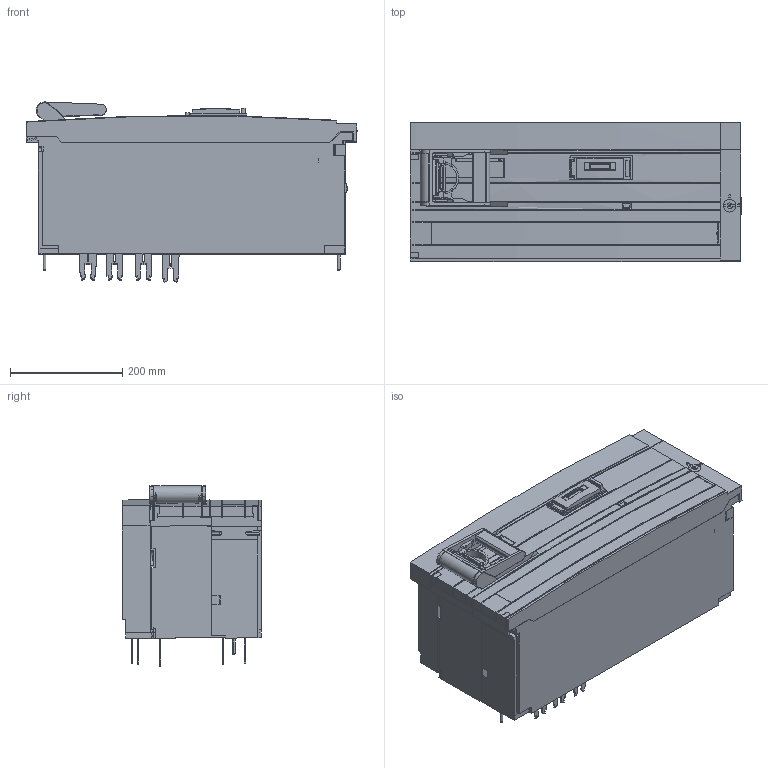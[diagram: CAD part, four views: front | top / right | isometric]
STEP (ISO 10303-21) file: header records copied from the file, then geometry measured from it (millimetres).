
FILE_DESCRIPTION((''),'2;1');
FILE_NAME('1SEP204482R7718_XRG2-50-10-4P-I','2023-08-22T15:44:24',('20724'),(''),'CREO PARAMETRIC BY PTC INC, 2016390','CREO PARAMETRIC BY PTC INC, 2016390','');
FILE_SCHEMA(('AUTOMOTIVE_DESIGN { 1 0 10303 214 1 1 1 1 }'));
Products named in the file (1): 1SEP204482R7718_XRG2-50-10-4P-I
Bounding box: 591.5 x 248.77 x 321.29 mm (x, y, z)
Surface area: 1608070.6 mm2 (no closed solid volume)
Topology: 0 solids, 121 shells, 2392 faces, 7596 edges, 5377 vertices
Faces by surface type: plane 1747, cylinder 558, cone 53, torus 14, bspline 10, extrusion 7, sphere 3
Entity records: 109032 total; most frequent: CARTESIAN_POINT 19054, ORIENTED_EDGE 13817, DIRECTION 13163, EDGE_CURVE 7594, PRESENTATION_STYLE_ASSIGNMENT 6961, STYLED_ITEM 6858, CURVE_STYLE 6494, VECTOR 5749
